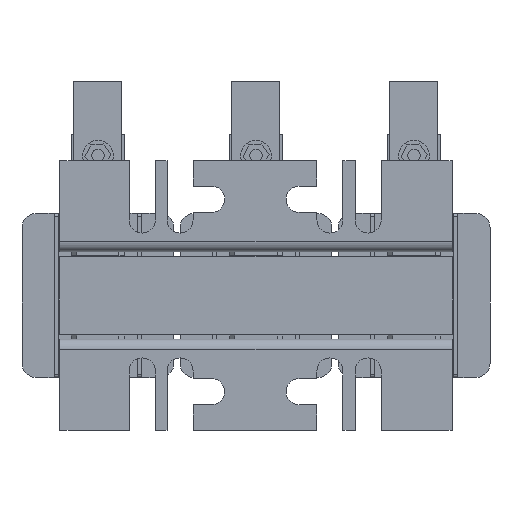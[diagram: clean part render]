
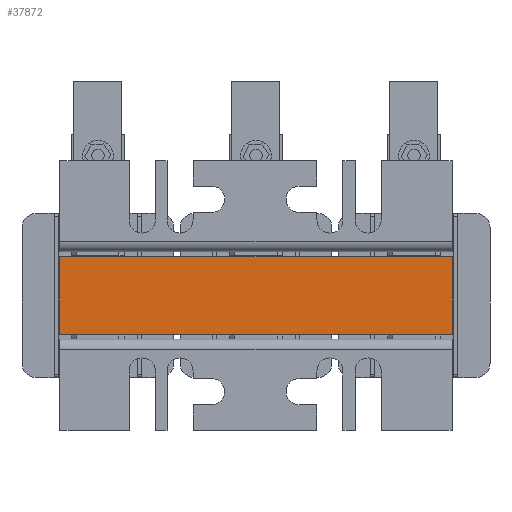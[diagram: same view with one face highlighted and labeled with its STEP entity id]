
A CAD part, front view. The second image highlights one B-rep face of the part: STEP entity #37872.
In plain terms, the highlighted planar face has unit normal (0, -1, 0).
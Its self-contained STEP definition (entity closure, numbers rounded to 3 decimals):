
#3546 = LINE ( 'NONE', #5326, #4167 ) ;
#3553 = LINE ( 'NONE', #5340, #4174 ) ;
#3555 = LINE ( 'NONE', #5344, #4176 ) ;
#3556 = LINE ( 'NONE', #5346, #4177 ) ;
#4167 = VECTOR ( 'NONE', #5327, 1000. ) ;
#4174 = VECTOR ( 'NONE', #5341, 1000. ) ;
#4176 = VECTOR ( 'NONE', #5345, 1000. ) ;
#4177 = VECTOR ( 'NONE', #5347, 1000. ) ;
#5326 = CARTESIAN_POINT ( 'NONE',  ( -95.5, -85.25, -18.875 ) ) ;
#5327 = DIRECTION ( 'NONE',  ( 1., 0., 0. ) ) ;
#5340 = CARTESIAN_POINT ( 'NONE',  ( -95.5, -85.25, 18.875 ) ) ;
#5341 = DIRECTION ( 'NONE',  ( 0., 0., 1. ) ) ;
#5344 = CARTESIAN_POINT ( 'NONE',  ( -95.5, -85.25, 18.875 ) ) ;
#5345 = DIRECTION ( 'NONE',  ( 1., 0., 0. ) ) ;
#5346 = CARTESIAN_POINT ( 'NONE',  ( 95.5, -85.25, 18.875 ) ) ;
#5347 = DIRECTION ( 'NONE',  ( 0., 0., 1. ) ) ;
#14691 = PLANE ( 'NONE',  #25676 ) ;
#14692 = CARTESIAN_POINT ( 'NONE',  ( -95.5, -85.25, 18.875 ) ) ;
#14693 = DIRECTION ( 'NONE',  ( 0., 1., 0. ) ) ;
#14694 = DIRECTION ( 'NONE',  ( 0., 0., 1. ) ) ;
#15552 = ORIENTED_EDGE ( 'NONE', *, *, #32092, .T. ) ;
#15553 = ORIENTED_EDGE ( 'NONE', *, *, #32101, .F. ) ;
#15554 = ORIENTED_EDGE ( 'NONE', *, *, #32099, .F. ) ;
#15555 = ORIENTED_EDGE ( 'NONE', *, *, #32102, .T. ) ;
#17179 = CARTESIAN_POINT ( 'NONE',  ( -95.5, -85.25, -18.875 ) ) ;
#17180 = CARTESIAN_POINT ( 'NONE',  ( 95.5, -85.25, -18.875 ) ) ;
#17192 = CARTESIAN_POINT ( 'NONE',  ( -95.5, -85.25, 18.875 ) ) ;
#17193 = CARTESIAN_POINT ( 'NONE',  ( 95.5, -85.25, 18.875 ) ) ;
#25676 = AXIS2_PLACEMENT_3D ( 'NONE', #14692, #14693, #14694 ) ;
#32092 = EDGE_CURVE ( 'NONE', #34961, #34963, #3546, .T. ) ;
#32099 = EDGE_CURVE ( 'NONE', #34961, #34987, #3553, .T. ) ;
#32101 = EDGE_CURVE ( 'NONE', #34987, #34989, #3555, .T. ) ;
#32102 = EDGE_CURVE ( 'NONE', #34963, #34989, #3556, .T. ) ;
#34961 = VERTEX_POINT ( 'NONE', #17179 ) ;
#34963 = VERTEX_POINT ( 'NONE', #17180 ) ;
#34987 = VERTEX_POINT ( 'NONE', #17192 ) ;
#34989 = VERTEX_POINT ( 'NONE', #17193 ) ;
#35940 = EDGE_LOOP ( 'NONE', ( #15555, #15553, #15554, #15552 ) ) ;
#37872 = ADVANCED_FACE ( 'NONE', ( #42965 ), #14691, .F. ) ;
#42965 = FACE_OUTER_BOUND ( 'NONE', #35940, .T. ) ;
